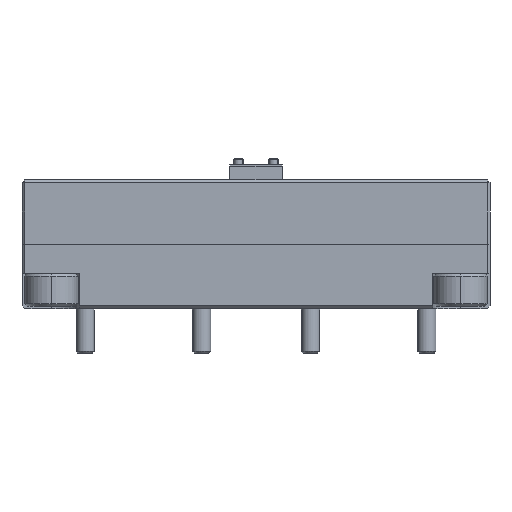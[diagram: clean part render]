
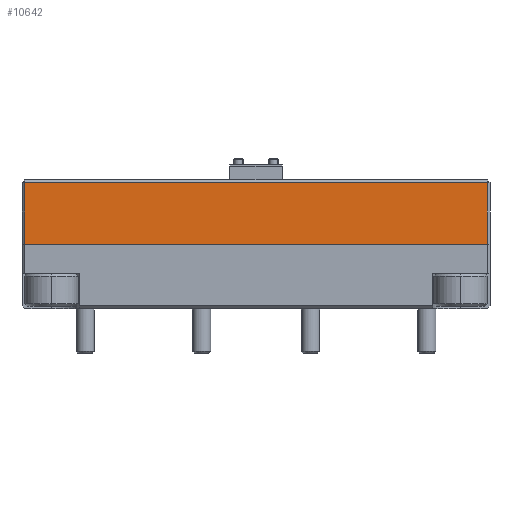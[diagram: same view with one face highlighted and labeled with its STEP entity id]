
A CAD part, left-side view. The second image highlights one B-rep face of the part: STEP entity #10642.
In plain terms, the highlighted planar face has unit normal (-1, 0, 0).
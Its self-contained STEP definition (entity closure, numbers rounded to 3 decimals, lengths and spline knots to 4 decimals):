
#148 = DIRECTION ( 'NONE',  ( 0., 0., 1. ) ) ;
#154 = VERTEX_POINT ( 'NONE', #40894 ) ;
#1779 = LINE ( 'NONE', #28192, #27478 ) ;
#2078 = VERTEX_POINT ( 'NONE', #39552 ) ;
#4162 = CARTESIAN_POINT ( 'NONE',  ( -0.8, 0.8, 0.1743 ) ) ;
#5095 = VERTEX_POINT ( 'NONE', #25059 ) ;
#7951 = EDGE_CURVE ( 'NONE', #2078, #5095, #41891, .T. ) ;
#10642 = ADVANCED_FACE ( 'NONE', ( #38582 ), #42412, .T. ) ;
#13424 = EDGE_CURVE ( 'NONE', #5095, #154, #25142, .T. ) ;
#13893 = EDGE_LOOP ( 'NONE', ( #39623, #42021, #31151, #21756 ) ) ;
#14650 = VECTOR ( 'NONE', #22933, 39.3701 ) ;
#17148 = CARTESIAN_POINT ( 'NONE',  ( -0.8, -0.79, 0.1843 ) ) ;
#17741 = LINE ( 'NONE', #32829, #14650 ) ;
#19393 = CARTESIAN_POINT ( 'NONE',  ( -0.8, -0.8, 0.1843 ) ) ;
#19426 = CARTESIAN_POINT ( 'NONE',  ( -0.8, 0.79, -0.0357 ) ) ;
#20548 = EDGE_CURVE ( 'NONE', #154, #20928, #1779, .T. ) ;
#20928 = VERTEX_POINT ( 'NONE', #19426 ) ;
#21482 = DIRECTION ( 'NONE',  ( 0., 0., -1. ) ) ;
#21756 = ORIENTED_EDGE ( 'NONE', *, *, #20548, .T. ) ;
#22134 = AXIS2_PLACEMENT_3D ( 'NONE', #19393, #28949, #42281 ) ;
#22933 = DIRECTION ( 'NONE',  ( 0., 1., 0. ) ) ;
#25059 = CARTESIAN_POINT ( 'NONE',  ( -0.8, -0.79, 0.1743 ) ) ;
#25142 = LINE ( 'NONE', #4162, #27172 ) ;
#27172 = VECTOR ( 'NONE', #40251, 39.3701 ) ;
#27478 = VECTOR ( 'NONE', #21482, 39.3701 ) ;
#28192 = CARTESIAN_POINT ( 'NONE',  ( -0.8, 0.79, 0.1843 ) ) ;
#28949 = DIRECTION ( 'NONE',  ( -1., 0., 0. ) ) ;
#31151 = ORIENTED_EDGE ( 'NONE', *, *, #13424, .T. ) ;
#31204 = EDGE_CURVE ( 'NONE', #2078, #20928, #17741, .T. ) ;
#32829 = CARTESIAN_POINT ( 'NONE',  ( -0.8, -0.8, -0.0357 ) ) ;
#34196 = VECTOR ( 'NONE', #148, 39.3701 ) ;
#38582 = FACE_OUTER_BOUND ( 'NONE', #13893, .T. ) ;
#39552 = CARTESIAN_POINT ( 'NONE',  ( -0.8, -0.79, -0.0357 ) ) ;
#39623 = ORIENTED_EDGE ( 'NONE', *, *, #31204, .F. ) ;
#40251 = DIRECTION ( 'NONE',  ( 0., 1., 0. ) ) ;
#40894 = CARTESIAN_POINT ( 'NONE',  ( -0.8, 0.79, 0.1743 ) ) ;
#41891 = LINE ( 'NONE', #17148, #34196 ) ;
#42021 = ORIENTED_EDGE ( 'NONE', *, *, #7951, .T. ) ;
#42281 = DIRECTION ( 'NONE',  ( 0., 0., 1. ) ) ;
#42412 = PLANE ( 'NONE',  #22134 ) ;
